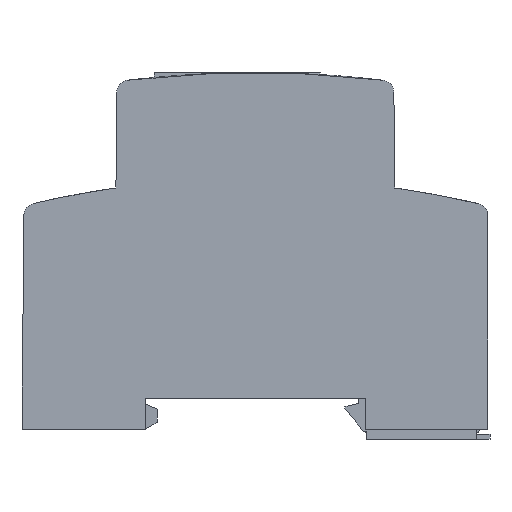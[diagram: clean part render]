
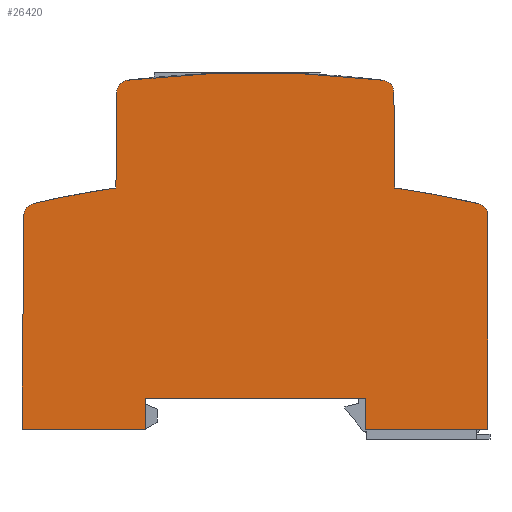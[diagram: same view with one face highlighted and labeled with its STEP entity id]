
A CAD part, left-side view. The second image highlights one B-rep face of the part: STEP entity #26420.
In plain terms, the highlighted face is planar.
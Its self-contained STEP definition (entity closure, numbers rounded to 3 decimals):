
#6270=CARTESIAN_POINT('',(89.926,72.341,-20.25));
#6280=VERTEX_POINT('',#6270);
#6460=CARTESIAN_POINT('',(48.757,72.341,-20.25));
#6470=VERTEX_POINT('',#6460);
#6500=CARTESIAN_POINT('',(69.341,-101.444,-20.25));
#6510=DIRECTION('',(0.,0.,-1.));
#6520=DIRECTION('',(-1.,0.,0.));
#6530=AXIS2_PLACEMENT_3D('',#6500,#6510,#6520);
#6540=CIRCLE('',#6530,175.);
#6550=EDGE_CURVE('',#6470,#6280,#6540,.T.);
#7730=CARTESIAN_POINT('',(106.975,16.056,-20.25));
#7740=VERTEX_POINT('',#7730);
#7790=CARTESIAN_POINT('',(45.021,16.056,-20.25));
#7800=DIRECTION('',(1.,0.,0.));
#7810=VECTOR('',#7800,1.);
#7820=LINE('',#7790,#7810);
#7830=CARTESIAN_POINT('',(87.091,16.056,-20.25));
#7840=VERTEX_POINT('',#7830);
#7850=EDGE_CURVE('',#7840,#7740,#7820,.T.);
#18210=CARTESIAN_POINT('',(91.825,54.948,-20.25));
#18220=VERTEX_POINT('',#18210);
#18250=CARTESIAN_POINT('',(69.341,-101.444,-20.25));
#18260=DIRECTION('',(0.,0.,-1.));
#18270=DIRECTION('',(-1.,0.,0.));
#18280=AXIS2_PLACEMENT_3D('',#18250,#18260,#18270);
#18290=CIRCLE('',#18280,158.);
#18300=CARTESIAN_POINT('',(105.127,52.45,-20.25));
#18310=VERTEX_POINT('',#18300);
#18320=EDGE_CURVE('',#18220,#18310,#18290,.T.);
#21280=CARTESIAN_POINT('',(91.69,70.373,-20.25));
#21290=VERTEX_POINT('',#21280);
#21320=CARTESIAN_POINT('',(91.822,55.264,-20.25));
#21330=DIRECTION('',(-0.009,1.,
0.));
#21340=VECTOR('',#21330,1.);
#21350=LINE('',#21320,#21340);
#21360=EDGE_CURVE('',#18220,#21290,#21350,.T.);
#21800=CARTESIAN_POINT('',(45.021,21.056,-20.25));
#21810=DIRECTION('',(1.,0.,0.));
#21820=VECTOR('',#21810,1.);
#21830=LINE('',#21800,#21820);
#21840=CARTESIAN_POINT('',(51.591,21.056,-20.25));
#21850=VERTEX_POINT('',#21840);
#21860=CARTESIAN_POINT('',(87.091,21.056,-20.25));
#21870=VERTEX_POINT('',#21860);
#21880=EDGE_CURVE('',#21850,#21870,#21830,.T.);
#23720=CARTESIAN_POINT('',(46.858,54.948,-20.25));
#23730=VERTEX_POINT('',#23720);
#23760=CARTESIAN_POINT('',(46.861,55.264,-20.25));
#23770=DIRECTION('',(-0.009,-1.,
0.));
#23780=VECTOR('',#23770,1.);
#23790=LINE('',#23760,#23780);
#23800=CARTESIAN_POINT('',(46.992,70.373,-20.25));
#23810=VERTEX_POINT('',#23800);
#23820=EDGE_CURVE('',#23810,#23730,#23790,.T.);
#24250=CARTESIAN_POINT('',(87.091,55.264,-20.25));
#24260=DIRECTION('',(0.,-1.,0.));
#24270=VECTOR('',#24260,1.);
#24280=LINE('',#24250,#24270);
#24290=EDGE_CURVE('',#21870,#7840,#24280,.T.);
#25590=CARTESIAN_POINT('',(69.341,23.506,-20.25));
#25600=DIRECTION('',(0.,0.,-1.));
#25610=DIRECTION('',(-1.,0.,0.));
#25620=AXIS2_PLACEMENT_3D('',#25590,#25600,#25610);
#25630=PLANE('',#25620);
#25640=CARTESIAN_POINT('',(48.992,70.355,-20.25));
#25650=DIRECTION('',(0.,0.,1.));
#25660=DIRECTION('',(1.,0.,0.));
#25670=AXIS2_PLACEMENT_3D('',#25640,#25650,#25660);
#25680=CIRCLE('',#25670,2.);
#25690=EDGE_CURVE('',#6470,#23810,#25680,.T.);
#25700=ORIENTED_EDGE('',*,*,#25690,.F.);
#25710=ORIENTED_EDGE('',*,*,#23820,.F.);
#25720=CARTESIAN_POINT('',(69.341,-101.444,-20.25));
#25730=DIRECTION('',(0.,0.,-1.));
#25740=DIRECTION('',(-1.,0.,0.));
#25750=AXIS2_PLACEMENT_3D('',#25720,#25730,#25740);
#25760=CIRCLE('',#25750,158.);
#25770=CARTESIAN_POINT('',(33.386,52.411,
-20.25));
#25780=VERTEX_POINT('',#25770);
#25790=EDGE_CURVE('',#25780,#23730,#25760,.T.);
#25800=ORIENTED_EDGE('',*,*,#25790,.T.);
#25810=CARTESIAN_POINT('',(33.841,50.463,
-20.25));
#25820=DIRECTION('',(0.,0.,-1.));
#25830=DIRECTION('',(-1.,0.,0.));
#25840=AXIS2_PLACEMENT_3D('',#25810,#25820,#25830);
#25850=CIRCLE('',#25840,2.);
#25860=CARTESIAN_POINT('',(31.841,50.463,
-20.25));
#25870=VERTEX_POINT('',#25860);
#25880=EDGE_CURVE('',#25870,#25780,#25850,.T.);
#25890=ORIENTED_EDGE('',*,*,#25880,.T.);
#25900=CARTESIAN_POINT('',(31.841,55.264,
-20.25));
#25910=DIRECTION('',(0.,1.,0.));
#25920=VECTOR('',#25910,1.);
#25930=LINE('',#25900,#25920);
#25940=CARTESIAN_POINT('',(31.841,16.056,-20.25));
#25950=VERTEX_POINT('',#25940);
#25960=EDGE_CURVE('',#25950,#25870,#25930,.T.);
#25970=ORIENTED_EDGE('',*,*,#25960,.T.);
#25980=CARTESIAN_POINT('',(45.021,16.056,-20.25));
#25990=DIRECTION('',(1.,0.,0.));
#26000=VECTOR('',#25990,1.);
#26010=LINE('',#25980,#26000);
#26020=CARTESIAN_POINT('',(51.591,16.056,-20.25));
#26030=VERTEX_POINT('',#26020);
#26040=EDGE_CURVE('',#25950,#26030,#26010,.T.);
#26050=ORIENTED_EDGE('',*,*,#26040,.F.);
#26060=CARTESIAN_POINT('',(51.591,55.264,-20.25));
#26070=DIRECTION('',(0.,-1.,0.));
#26080=VECTOR('',#26070,1.);
#26090=LINE('',#26060,#26080);
#26100=EDGE_CURVE('',#21850,#26030,#26090,.T.);
#26110=ORIENTED_EDGE('',*,*,#26100,.T.);
#26120=ORIENTED_EDGE('',*,*,#21880,.F.);
#26130=ORIENTED_EDGE('',*,*,#24290,.F.);
#26140=ORIENTED_EDGE('',*,*,#7850,.F.);
#26150=CARTESIAN_POINT('',(106.633,55.264,-20.25));
#26160=DIRECTION('',(0.009,-1.,
0.));
#26170=VECTOR('',#26160,1.);
#26180=LINE('',#26150,#26170);
#26190=CARTESIAN_POINT('',(106.674,50.52,-20.25));
#26200=VERTEX_POINT('',#26190);
#26210=EDGE_CURVE('',#26200,#7740,#26180,.T.);
#26220=ORIENTED_EDGE('',*,*,#26210,.T.);
#26230=CARTESIAN_POINT('',(104.674,50.502,-20.25));
#26240=DIRECTION('',(0.,0.,-1.));
#26250=DIRECTION('',(-1.,0.,0.));
#26260=AXIS2_PLACEMENT_3D('',#26230,#26240,#26250);
#26270=CIRCLE('',#26260,2.);
#26280=EDGE_CURVE('',#18310,#26200,#26270,.T.);
#26290=ORIENTED_EDGE('',*,*,#26280,.T.);
#26300=ORIENTED_EDGE('',*,*,#18320,.T.);
#26310=ORIENTED_EDGE('',*,*,#21360,.F.);
#26320=CARTESIAN_POINT('',(89.69,70.355,-20.25));
#26330=DIRECTION('',(0.,0.,1.));
#26340=DIRECTION('',(1.,0.,0.));
#26350=AXIS2_PLACEMENT_3D('',#26320,#26330,#26340);
#26360=CIRCLE('',#26350,2.);
#26370=EDGE_CURVE('',#21290,#6280,#26360,.T.);
#26380=ORIENTED_EDGE('',*,*,#26370,.F.);
#26390=ORIENTED_EDGE('',*,*,#6550,.T.);
#26400=EDGE_LOOP('',(#26390,#26380,#26310,#26300,#26290,#26220,#26140,
#26130,#26120,#26110,#26050,#25970,#25890,#25800,#25710,#25700));
#26410=FACE_OUTER_BOUND('',#26400,.T.);
#26420=ADVANCED_FACE('',(#26410),#25630,.T.);
